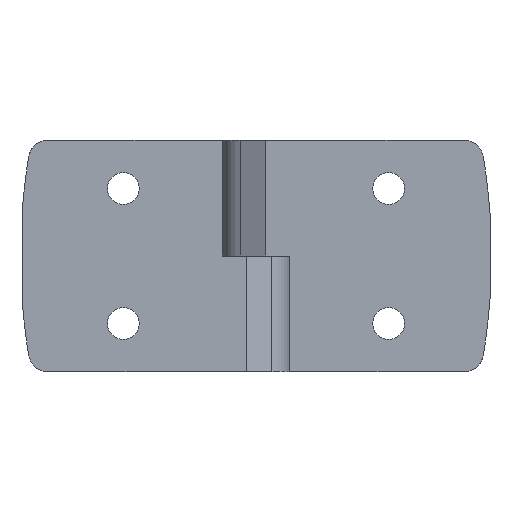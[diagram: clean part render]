
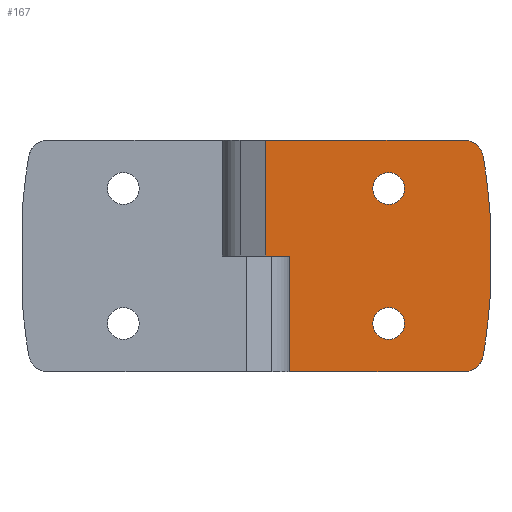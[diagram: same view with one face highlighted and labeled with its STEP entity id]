
A CAD part, front view. The second image highlights one B-rep face of the part: STEP entity #167.
In plain terms, the highlighted planar face has unit normal (0, -1, 0).
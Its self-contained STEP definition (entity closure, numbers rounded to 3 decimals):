
#167 = ADVANCED_FACE( '', ( #329, #330, #331 ), #332, .F. );
#329 = FACE_BOUND( '', #486, .T. );
#330 = FACE_BOUND( '', #487, .T. );
#331 = FACE_OUTER_BOUND( '', #488, .T. );
#332 = PLANE( '', #489 );
#486 = EDGE_LOOP( '', ( #766 ) );
#487 = EDGE_LOOP( '', ( #767 ) );
#488 = EDGE_LOOP( '', ( #768, #769, #770, #771, #772, #773, #774, #775, #776, #777 ) );
#489 = AXIS2_PLACEMENT_3D( '', #778, #779, #780 );
#766 = ORIENTED_EDGE( '', *, *, #913, .T. );
#767 = ORIENTED_EDGE( '', *, *, #979, .T. );
#768 = ORIENTED_EDGE( '', *, *, #984, .F. );
#769 = ORIENTED_EDGE( '', *, *, #872, .T. );
#770 = ORIENTED_EDGE( '', *, *, #907, .F. );
#771 = ORIENTED_EDGE( '', *, *, #963, .F. );
#772 = ORIENTED_EDGE( '', *, *, #972, .F. );
#773 = ORIENTED_EDGE( '', *, *, #985, .F. );
#774 = ORIENTED_EDGE( '', *, *, #896, .F. );
#775 = ORIENTED_EDGE( '', *, *, #900, .F. );
#776 = ORIENTED_EDGE( '', *, *, #916, .T. );
#777 = ORIENTED_EDGE( '', *, *, #952, .F. );
#778 = CARTESIAN_POINT( '', ( 48.5, -9., -24. ) );
#779 = DIRECTION( '', ( 0., 1., 0. ) );
#780 = DIRECTION( '', ( 0., 0., 1. ) );
#872 = EDGE_CURVE( '', #1003, #1004, #1005, .T. );
#896 = EDGE_CURVE( '', #1045, #1047, #1048, .T. );
#900 = EDGE_CURVE( '', #1052, #1045, #1054, .T. );
#907 = EDGE_CURVE( '', #1062, #1004, #1065, .T. );
#913 = EDGE_CURVE( '', #1073, #1073, #1074, .T. );
#916 = EDGE_CURVE( '', #1052, #1076, #1079, .T. );
#952 = EDGE_CURVE( '', #1132, #1076, #1134, .T. );
#963 = EDGE_CURVE( '', #1148, #1062, #1150, .T. );
#972 = EDGE_CURVE( '', #1162, #1148, #1164, .T. );
#979 = EDGE_CURVE( '', #1172, #1172, #1173, .T. );
#984 = EDGE_CURVE( '', #1003, #1132, #1179, .T. );
#985 = EDGE_CURVE( '', #1047, #1162, #1180, .T. );
#1003 = VERTEX_POINT( '', #1199 );
#1004 = VERTEX_POINT( '', #1200 );
#1005 = LINE( '', #1201, #1202 );
#1045 = VERTEX_POINT( '', #1298 );
#1047 = VERTEX_POINT( '', #1301 );
#1048 = CIRCLE( '', #1302, 4. );
#1052 = VERTEX_POINT( '', #1307 );
#1054 = CIRCLE( '', #1310, 125.64 );
#1062 = VERTEX_POINT( '', #1407 );
#1065 = LINE( '', #1411, #1412 );
#1073 = VERTEX_POINT( '', #1505 );
#1074 = CIRCLE( '', #1506, 3.3 );
#1076 = VERTEX_POINT( '', #1508 );
#1079 = LINE( '', #1512, #1513 );
#1132 = VERTEX_POINT( '', #1681 );
#1134 = CIRCLE( '', #1684, 125.64 );
#1148 = VERTEX_POINT( '', #1701 );
#1150 = LINE( '', #1704, #1705 );
#1162 = VERTEX_POINT( '', #1722 );
#1164 = LINE( '', #1725, #1726 );
#1172 = VERTEX_POINT( '', #1736 );
#1173 = CIRCLE( '', #1737, 3.3 );
#1179 = CIRCLE( '', #1743, 4. );
#1180 = LINE( '', #1744, #1745 );
#1199 = CARTESIAN_POINT( '', ( 43.158, -9., 24. ) );
#1200 = CARTESIAN_POINT( '', ( 2., -9., 24. ) );
#1201 = CARTESIAN_POINT( '', ( 48.5, -9., 24. ) );
#1202 = VECTOR( '', #1853, 1000. );
#1298 = CARTESIAN_POINT( '', ( 47.104, -9., -20.658 ) );
#1301 = CARTESIAN_POINT( '', ( 43.158, -9., -24. ) );
#1302 = AXIS2_PLACEMENT_3D( '', #1881, #1882, #1883 );
#1307 = CARTESIAN_POINT( '', ( 48.5, -9., -8.871 ) );
#1310 = AXIS2_PLACEMENT_3D( '', #1886, #1887, #1888 );
#1407 = CARTESIAN_POINT( '', ( 2., -9., 0. ) );
#1411 = CARTESIAN_POINT( '', ( 2., -9., -24. ) );
#1412 = VECTOR( '', #1893, 1000. );
#1505 = CARTESIAN_POINT( '', ( 27.5, -9., -10.7 ) );
#1506 = AXIS2_PLACEMENT_3D( '', #1898, #1899, #1900 );
#1508 = CARTESIAN_POINT( '', ( 48.5, -9., 8.871 ) );
#1512 = CARTESIAN_POINT( '', ( 48.5, -9., -24. ) );
#1513 = VECTOR( '', #1902, 1000. );
#1681 = CARTESIAN_POINT( '', ( 47.104, -9., 20.658 ) );
#1684 = AXIS2_PLACEMENT_3D( '', #1944, #1945, #1946 );
#1701 = CARTESIAN_POINT( '', ( 7., -9., 0. ) );
#1704 = CARTESIAN_POINT( '', ( 7., -9., 0. ) );
#1705 = VECTOR( '', #1957, 1000. );
#1722 = CARTESIAN_POINT( '', ( 7., -9., -24. ) );
#1725 = CARTESIAN_POINT( '', ( 7., -9., -24. ) );
#1726 = VECTOR( '', #1964, 1000. );
#1736 = CARTESIAN_POINT( '', ( 27.5, -9., 17.3 ) );
#1737 = AXIS2_PLACEMENT_3D( '', #1973, #1974, #1975 );
#1743 = AXIS2_PLACEMENT_3D( '', #1979, #1980, #1981 );
#1744 = CARTESIAN_POINT( '', ( 48.5, -9., -24. ) );
#1745 = VECTOR( '', #1982, 1000. );
#1853 = DIRECTION( '', ( -1., 0., 0. ) );
#1881 = CARTESIAN_POINT( '', ( 43.158, -9., -20. ) );
#1882 = DIRECTION( '', ( 0., 1., 0. ) );
#1883 = DIRECTION( '', ( 1., 0., 0. ) );
#1886 = CARTESIAN_POINT( '', ( -76.827, -9., 0. ) );
#1887 = DIRECTION( '', ( 0., 1., 0. ) );
#1888 = DIRECTION( '', ( 1., 0., 0. ) );
#1893 = DIRECTION( '', ( 0., 0., 1. ) );
#1898 = CARTESIAN_POINT( '', ( 27.5, -9., -14. ) );
#1899 = DIRECTION( '', ( 0., 1., 0. ) );
#1900 = DIRECTION( '', ( 0., 0., 1. ) );
#1902 = DIRECTION( '', ( 0., 0., 1. ) );
#1944 = CARTESIAN_POINT( '', ( -76.827, -9., 0. ) );
#1945 = DIRECTION( '', ( 0., 1., 0. ) );
#1946 = DIRECTION( '', ( 1., 0., 0. ) );
#1957 = DIRECTION( '', ( -1., 0., 0. ) );
#1964 = DIRECTION( '', ( 0., 0., 1. ) );
#1973 = CARTESIAN_POINT( '', ( 27.5, -9., 14. ) );
#1974 = DIRECTION( '', ( 0., 1., 0. ) );
#1975 = DIRECTION( '', ( 0., 0., 1. ) );
#1979 = CARTESIAN_POINT( '', ( 43.158, -9., 20. ) );
#1980 = DIRECTION( '', ( 0., 1., 0. ) );
#1981 = DIRECTION( '', ( 1., 0., 0. ) );
#1982 = DIRECTION( '', ( -1., 0., 0. ) );
